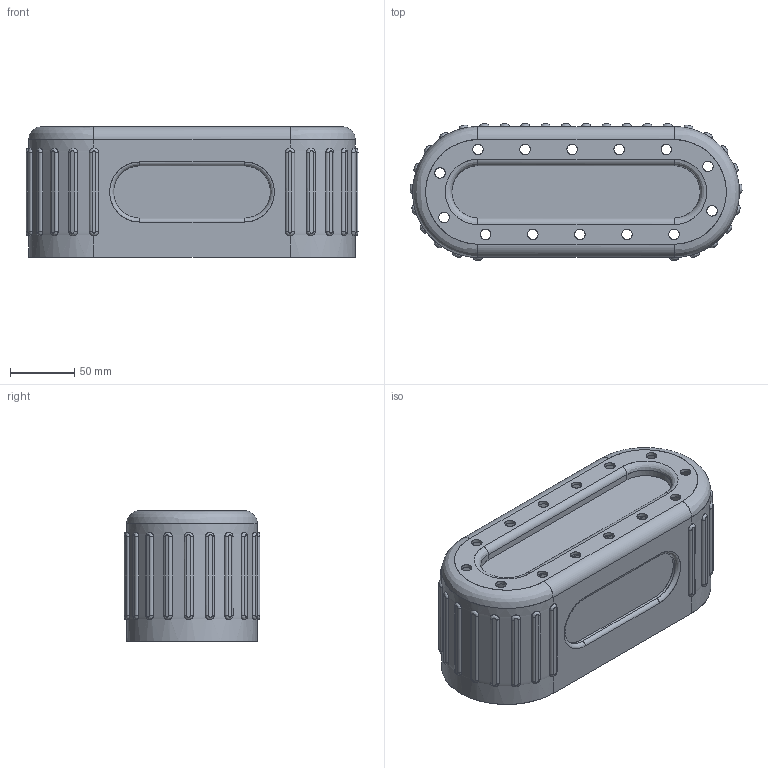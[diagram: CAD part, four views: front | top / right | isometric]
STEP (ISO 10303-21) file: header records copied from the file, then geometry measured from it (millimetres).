
FILE_DESCRIPTION(('FreeCAD Model'),'2;1');
FILE_NAME('Open CASCADE Shape Model','2025-05-03T07:34:00',('FreeCAD'),( 'FreeCAD'),'Open CASCADE STEP processor 7.6','FreeCAD','Unknown');
FILE_SCHEMA(('AUTOMOTIVE_DESIGN { 1 0 10303 214 1 1 1 1 }'));
Length unit declared in the file: millimetre
Products named in the file (1): Open CASCADE STEP translator 7.6 1
Bounding box: 257.4 x 105.39 x 101.33 mm (x, y, z)
Surface area: 179198.5 mm2 (no closed solid volume)
Topology: 0 solids, 341 shells, 341 faces, 1544 edges, 1516 vertices
Faces by surface type: bspline 341
Entity records: 18770 total; most frequent: CARTESIAN_POINT 11449, ORIENTED_EDGE 1544, EDGE_CURVE 1544, VERTEX_POINT 1520, B_SPLINE_CURVE_WITH_KNOTS 784, FACE_BOUND 402, EDGE_LOOP 402, SHELL_BASED_SURFACE_MODEL 341
